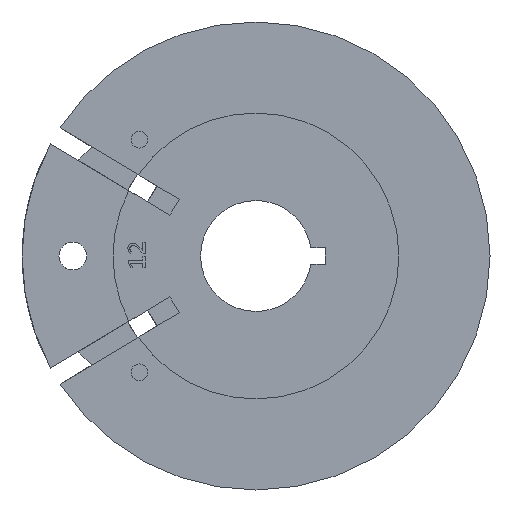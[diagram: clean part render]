
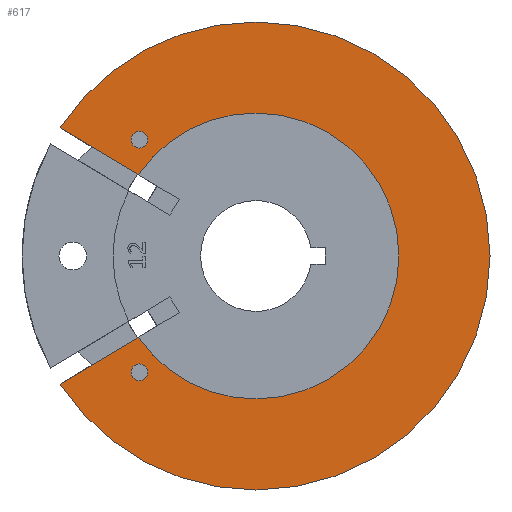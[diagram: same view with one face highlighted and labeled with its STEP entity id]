
A CAD part, left-side view. The second image highlights one B-rep face of the part: STEP entity #617.
In plain terms, the highlighted planar face has unit normal (-1, 0, 0).
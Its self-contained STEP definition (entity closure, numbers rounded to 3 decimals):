
#20 = CIRCLE ( 'NONE', #3541, 25.325 ) ;
#70 = EDGE_CURVE ( 'NONE', #2733, #1914, #1475, .T. ) ;
#116 = VERTEX_POINT ( 'NONE', #1343 ) ;
#132 = DIRECTION ( 'NONE',  ( 0., 0., 1. ) ) ;
#135 = AXIS2_PLACEMENT_3D ( 'NONE', #731, #1323, #1889 ) ;
#148 = AXIS2_PLACEMENT_3D ( 'NONE', #3257, #520, #3280 ) ;
#197 = ORIENTED_EDGE ( 'NONE', *, *, #3202, .T. ) ;
#199 = AXIS2_PLACEMENT_3D ( 'NONE', #1994, #1409, #3825 ) ;
#218 = EDGE_CURVE ( 'NONE', #1914, #2733, #3855, .T. ) ;
#226 = CARTESIAN_POINT ( 'NONE',  ( 1.6, 0., -15.475 ) ) ;
#404 = DIRECTION ( 'NONE',  ( 0., 0., 1. ) ) ;
#433 = CIRCLE ( 'NONE', #2669, 15.475 ) ;
#436 = ORIENTED_EDGE ( 'NONE', *, *, #742, .T. ) ;
#441 = DIRECTION ( 'NONE',  ( -1., 0., 0. ) ) ;
#494 = DIRECTION ( 'NONE',  ( -1., 0., 0. ) ) ;
#520 = DIRECTION ( 'NONE',  ( -1., 0., 0. ) ) ;
#541 = ORIENTED_EDGE ( 'NONE', *, *, #70, .T. ) ;
#553 = ORIENTED_EDGE ( 'NONE', *, *, #3873, .F. ) ;
#577 = CARTESIAN_POINT ( 'NONE',  ( 1.6, 0., 0. ) ) ;
#617 = ADVANCED_FACE ( 'NONE', ( #1252, #3645, #3317 ), #3927, .T. ) ;
#712 = CIRCLE ( 'NONE', #199, 0.9 ) ;
#731 = CARTESIAN_POINT ( 'NONE',  ( 1.6, 12.624, 12.584 ) ) ;
#742 = EDGE_CURVE ( 'NONE', #835, #2738, #1476, .T. ) ;
#785 = EDGE_CURVE ( 'NONE', #3385, #2041, #712, .T. ) ;
#790 = DIRECTION ( 'NONE',  ( 0., 0., 1. ) ) ;
#835 = VERTEX_POINT ( 'NONE', #2580 ) ;
#836 = AXIS2_PLACEMENT_3D ( 'NONE', #577, #1798, #3607 ) ;
#837 = EDGE_LOOP ( 'NONE', ( #541, #3148 ) ) ;
#865 = DIRECTION ( 'NONE',  ( 0., 0., 1. ) ) ;
#959 = ORIENTED_EDGE ( 'NONE', *, *, #3393, .T. ) ;
#979 = AXIS2_PLACEMENT_3D ( 'NONE', #3330, #1815, #1791 ) ;
#1021 = EDGE_CURVE ( 'NONE', #2738, #3566, #3921, .T. ) ;
#1036 = DIRECTION ( 'NONE',  ( -1., 0., 0. ) ) ;
#1062 = CARTESIAN_POINT ( 'NONE',  ( 1.6, 12.624, 11.684 ) ) ;
#1138 = ORIENTED_EDGE ( 'NONE', *, *, #785, .T. ) ;
#1189 = CARTESIAN_POINT ( 'NONE',  ( 1.6, -0.514, 0.858 ) ) ;
#1208 = CARTESIAN_POINT ( 'NONE',  ( 1.6, 21.198, -13.857 ) ) ;
#1252 = FACE_BOUND ( 'NONE', #1960, .T. ) ;
#1311 = DIRECTION ( 'NONE',  ( 0., 0., 1. ) ) ;
#1323 = DIRECTION ( 'NONE',  ( 1., 0., 0. ) ) ;
#1343 = CARTESIAN_POINT ( 'NONE',  ( 1.6, 12.736, -8.791 ) ) ;
#1352 = VECTOR ( 'NONE', #3602, 1000. ) ;
#1356 = DIRECTION ( 'NONE',  ( -1., 0., 0. ) ) ;
#1401 = CARTESIAN_POINT ( 'NONE',  ( 1.6, 21.198, 13.857 ) ) ;
#1409 = DIRECTION ( 'NONE',  ( 1., 0., 0. ) ) ;
#1469 = VERTEX_POINT ( 'NONE', #2147 ) ;
#1475 = CIRCLE ( 'NONE', #135, 0.9 ) ;
#1476 = CIRCLE ( 'NONE', #3658, 25.325 ) ;
#1595 = EDGE_LOOP ( 'NONE', ( #3965, #3587, #959, #197, #436, #3299, #553, #2547 ) ) ;
#1639 = CARTESIAN_POINT ( 'NONE',  ( 1.6, 0., 0. ) ) ;
#1685 = AXIS2_PLACEMENT_3D ( 'NONE', #2374, #3056, #865 ) ;
#1697 = DIRECTION ( 'NONE',  ( 0., 0., 1. ) ) ;
#1707 = CARTESIAN_POINT ( 'NONE',  ( 1.6, 12.624, 13.484 ) ) ;
#1791 = DIRECTION ( 'NONE',  ( 0., 0., 1. ) ) ;
#1798 = DIRECTION ( 'NONE',  ( -1., 0., 0. ) ) ;
#1811 = VECTOR ( 'NONE', #2578, 1000. ) ;
#1815 = DIRECTION ( 'NONE',  ( 1., 0., 0. ) ) ;
#1889 = DIRECTION ( 'NONE',  ( 0., 0., 1. ) ) ;
#1896 = CARTESIAN_POINT ( 'NONE',  ( 1.6, 0., 0. ) ) ;
#1914 = VERTEX_POINT ( 'NONE', #1062 ) ;
#1943 = CARTESIAN_POINT ( 'NONE',  ( 1.6, 12.624, -13.484 ) ) ;
#1952 = LINE ( 'NONE', #2636, #1811 ) ;
#1960 = EDGE_LOOP ( 'NONE', ( #1138, #2693 ) ) ;
#1970 = CARTESIAN_POINT ( 'NONE',  ( 1.6, 0., 0. ) ) ;
#1994 = CARTESIAN_POINT ( 'NONE',  ( 1.6, 12.624, -12.584 ) ) ;
#2041 = VERTEX_POINT ( 'NONE', #1943 ) ;
#2147 = CARTESIAN_POINT ( 'NONE',  ( 1.6, 0., -25.325 ) ) ;
#2151 = CARTESIAN_POINT ( 'NONE',  ( 1.6, 12.736, 8.791 ) ) ;
#2159 = VERTEX_POINT ( 'NONE', #2777 ) ;
#2309 = CARTESIAN_POINT ( 'NONE',  ( 1.6, 12.624, 12.584 ) ) ;
#2374 = CARTESIAN_POINT ( 'NONE',  ( 1.6, 0., 0. ) ) ;
#2547 = ORIENTED_EDGE ( 'NONE', *, *, #2984, .F. ) ;
#2578 = DIRECTION ( 'NONE',  ( 0., 0.858, -0.514 ) ) ;
#2580 = CARTESIAN_POINT ( 'NONE',  ( 1.6, 0., 25.325 ) ) ;
#2582 = CIRCLE ( 'NONE', #1685, 25.325 ) ;
#2636 = CARTESIAN_POINT ( 'NONE',  ( 1.6, -0.514, -0.858 ) ) ;
#2669 = AXIS2_PLACEMENT_3D ( 'NONE', #1896, #1356, #404 ) ;
#2693 = ORIENTED_EDGE ( 'NONE', *, *, #3472, .T. ) ;
#2733 = VERTEX_POINT ( 'NONE', #1707 ) ;
#2738 = VERTEX_POINT ( 'NONE', #1401 ) ;
#2777 = CARTESIAN_POINT ( 'NONE',  ( 1.6, 0., 15.475 ) ) ;
#2984 = EDGE_CURVE ( 'NONE', #3813, #2159, #3343, .T. ) ;
#2992 = AXIS2_PLACEMENT_3D ( 'NONE', #1639, #441, #1311 ) ;
#3020 = AXIS2_PLACEMENT_3D ( 'NONE', #2309, #3210, #790 ) ;
#3038 = CARTESIAN_POINT ( 'NONE',  ( 1.6, 12.624, -11.684 ) ) ;
#3055 = CIRCLE ( 'NONE', #2992, 15.475 ) ;
#3056 = DIRECTION ( 'NONE',  ( -1., 0., 0. ) ) ;
#3148 = ORIENTED_EDGE ( 'NONE', *, *, #218, .T. ) ;
#3202 = EDGE_CURVE ( 'NONE', #1469, #835, #20, .T. ) ;
#3210 = DIRECTION ( 'NONE',  ( 1., 0., 0. ) ) ;
#3257 = CARTESIAN_POINT ( 'NONE',  ( 1.6, 0., 0. ) ) ;
#3275 = EDGE_CURVE ( 'NONE', #116, #3488, #1952, .T. ) ;
#3280 = DIRECTION ( 'NONE',  ( 0., 0., 1. ) ) ;
#3299 = ORIENTED_EDGE ( 'NONE', *, *, #1021, .T. ) ;
#3317 = FACE_OUTER_BOUND ( 'NONE', #1595, .T. ) ;
#3330 = CARTESIAN_POINT ( 'NONE',  ( 1.6, 12.624, -12.584 ) ) ;
#3343 = CIRCLE ( 'NONE', #148, 15.475 ) ;
#3385 = VERTEX_POINT ( 'NONE', #3038 ) ;
#3393 = EDGE_CURVE ( 'NONE', #3488, #1469, #2582, .T. ) ;
#3472 = EDGE_CURVE ( 'NONE', #2041, #3385, #3674, .T. ) ;
#3488 = VERTEX_POINT ( 'NONE', #1208 ) ;
#3541 = AXIS2_PLACEMENT_3D ( 'NONE', #1970, #494, #1697 ) ;
#3566 = VERTEX_POINT ( 'NONE', #2151 ) ;
#3587 = ORIENTED_EDGE ( 'NONE', *, *, #3275, .T. ) ;
#3602 = DIRECTION ( 'NONE',  ( 0., -0.858, -0.514 ) ) ;
#3607 = DIRECTION ( 'NONE',  ( 0., 0., 1. ) ) ;
#3645 = FACE_BOUND ( 'NONE', #837, .T. ) ;
#3658 = AXIS2_PLACEMENT_3D ( 'NONE', #3743, #1036, #132 ) ;
#3674 = CIRCLE ( 'NONE', #979, 0.9 ) ;
#3743 = CARTESIAN_POINT ( 'NONE',  ( 1.6, 0., 0. ) ) ;
#3813 = VERTEX_POINT ( 'NONE', #226 ) ;
#3825 = DIRECTION ( 'NONE',  ( 0., 0., 1. ) ) ;
#3843 = EDGE_CURVE ( 'NONE', #116, #3813, #3055, .T. ) ;
#3855 = CIRCLE ( 'NONE', #3020, 0.9 ) ;
#3873 = EDGE_CURVE ( 'NONE', #2159, #3566, #433, .T. ) ;
#3921 = LINE ( 'NONE', #1189, #1352 ) ;
#3927 = PLANE ( 'NONE',  #836 ) ;
#3965 = ORIENTED_EDGE ( 'NONE', *, *, #3843, .F. ) ;
